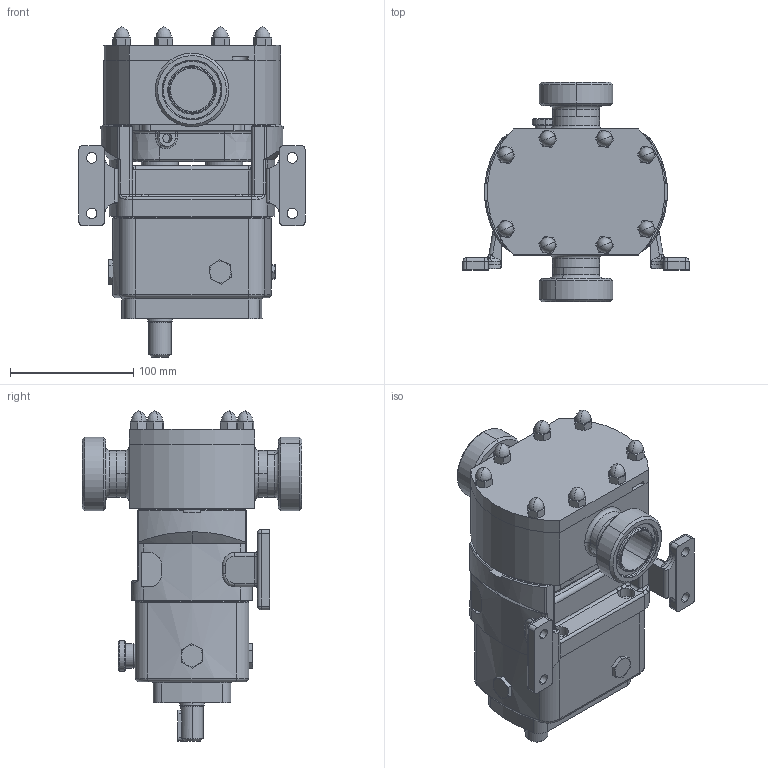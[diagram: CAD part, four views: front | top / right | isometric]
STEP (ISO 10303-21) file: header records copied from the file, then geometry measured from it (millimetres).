
FILE_DESCRIPTION (( 'STEP AP214' ), '1' );
FILE_NAME ('GA4376.STEP', '2024-11-07T16:57:45', ( '' ), ( '' ), 'SwSTEP 2.0', 'SolidWorks 2023', '' );
FILE_SCHEMA (( 'AUTOMOTIVE_DESIGN' ));
Length unit declared in the file: millimetre
Products named in the file (3): Copy of CP10-0008-08 V L^GA4376; Copy of Z94-5101-22 - 1.5 INCH SMS681^GA4376; GA4376
Assembly tree (3 placements, depth 2):
  GA4376
    Copy of CP10-0008-08 V L^GA4376
    Copy of Z94-5101-22 - 1.5 INCH SMS681^GA4376  x2
Bounding box: 183.1 x 178 x 267.35 mm (x, y, z)
Volume: 2516624.6 mm3; surface area: 195579.9 mm2
Topology: 3 solids, 3 shells, 798 faces, 1926 edges, 1142 vertices
Faces by surface type: plane 254, cylinder 224, cone 171, torus 83, bspline 54, sphere 12
Entity records: 30437 total; most frequent: CARTESIAN_POINT 12999, ORIENTED_EDGE 3670, DIRECTION 3622, EDGE_CURVE 1835, AXIS2_PLACEMENT_3D 1468, VERTEX_POINT 1106, EDGE_LOOP 821, ADVANCED_FACE 767
